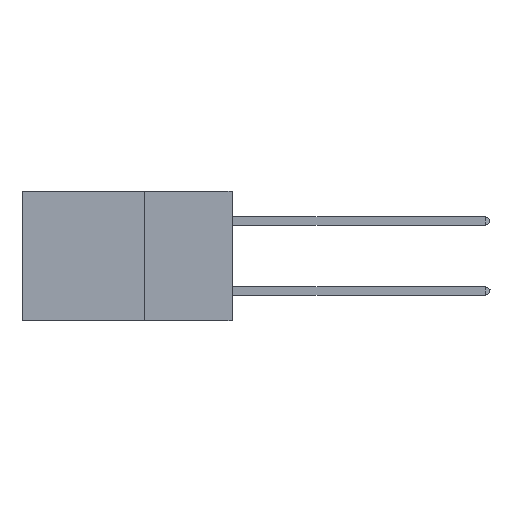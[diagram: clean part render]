
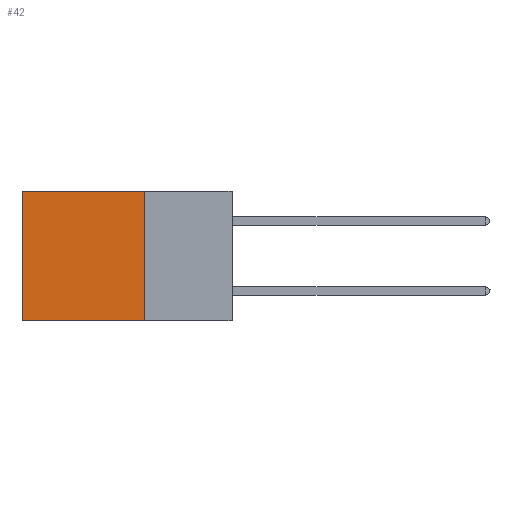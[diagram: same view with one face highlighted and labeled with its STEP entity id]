
A CAD part, left-side view. The second image highlights one B-rep face of the part: STEP entity #42.
In plain terms, the highlighted planar face has unit normal (-1, 0, 0).
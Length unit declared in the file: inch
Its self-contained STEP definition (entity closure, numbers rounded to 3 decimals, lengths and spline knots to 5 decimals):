
#42 = ADVANCED_FACE ( 'NONE', ( #36895 ), #4199, .F. ) ;
#2629 = CARTESIAN_POINT ( 'NONE',  ( 0.2875, 0.6, 0. ) ) ;
#3863 = CARTESIAN_POINT ( 'NONE',  ( 0.2875, 0.25, 0. ) ) ;
#4195 = VERTEX_POINT ( 'NONE', #29873 ) ;
#4199 = PLANE ( 'NONE',  #31617 ) ;
#4783 = VERTEX_POINT ( 'NONE', #32253 ) ;
#6380 = ORIENTED_EDGE ( 'NONE', *, *, #16416, .F. ) ;
#8858 = VECTOR ( 'NONE', #36192, 39.37008 ) ;
#11721 = EDGE_LOOP ( 'NONE', ( #15999, #6380, #31720, #15351 ) ) ;
#13188 = VECTOR ( 'NONE', #35911, 39.37008 ) ;
#14122 = LINE ( 'NONE', #26895, #13188 ) ;
#14702 = LINE ( 'NONE', #28560, #25106 ) ;
#15351 = ORIENTED_EDGE ( 'NONE', *, *, #15916, .T. ) ;
#15916 = EDGE_CURVE ( 'NONE', #35506, #4783, #29711, .T. ) ;
#15999 = ORIENTED_EDGE ( 'NONE', *, *, #27971, .T. ) ;
#16416 = EDGE_CURVE ( 'NONE', #19035, #4195, #14702, .T. ) ;
#16582 = LINE ( 'NONE', #2629, #24271 ) ;
#18579 = EDGE_CURVE ( 'NONE', #35506, #19035, #14122, .T. ) ;
#19035 = VERTEX_POINT ( 'NONE', #19868 ) ;
#19868 = CARTESIAN_POINT ( 'NONE',  ( 0.2875, 0.25, -0.37 ) ) ;
#24271 = VECTOR ( 'NONE', #25536, 39.37008 ) ;
#24688 = DIRECTION ( 'NONE',  ( 0., 1., 0. ) ) ;
#24804 = DIRECTION ( 'NONE',  ( 1., 0., 0. ) ) ;
#24967 = CARTESIAN_POINT ( 'NONE',  ( 0.2875, 0.25, 0. ) ) ;
#25106 = VECTOR ( 'NONE', #24688, 39.37008 ) ;
#25536 = DIRECTION ( 'NONE',  ( 0., 0., -1. ) ) ;
#26895 = CARTESIAN_POINT ( 'NONE',  ( 0.2875, 0.25, 0. ) ) ;
#27389 = CARTESIAN_POINT ( 'NONE',  ( 0.2875, 0.25, 0. ) ) ;
#27971 = EDGE_CURVE ( 'NONE', #4783, #4195, #16582, .T. ) ;
#28560 = CARTESIAN_POINT ( 'NONE',  ( 0.2875, 0.25, -0.37 ) ) ;
#29711 = LINE ( 'NONE', #3863, #8858 ) ;
#29873 = CARTESIAN_POINT ( 'NONE',  ( 0.2875, 0.6, -0.37 ) ) ;
#31617 = AXIS2_PLACEMENT_3D ( 'NONE', #27389, #24804, #34692 ) ;
#31720 = ORIENTED_EDGE ( 'NONE', *, *, #18579, .F. ) ;
#32253 = CARTESIAN_POINT ( 'NONE',  ( 0.2875, 0.6, 0. ) ) ;
#34692 = DIRECTION ( 'NONE',  ( 0., 0., -1. ) ) ;
#35506 = VERTEX_POINT ( 'NONE', #24967 ) ;
#35911 = DIRECTION ( 'NONE',  ( 0., 0., -1. ) ) ;
#36192 = DIRECTION ( 'NONE',  ( 0., 1., 0. ) ) ;
#36895 = FACE_OUTER_BOUND ( 'NONE', #11721, .T. ) ;
